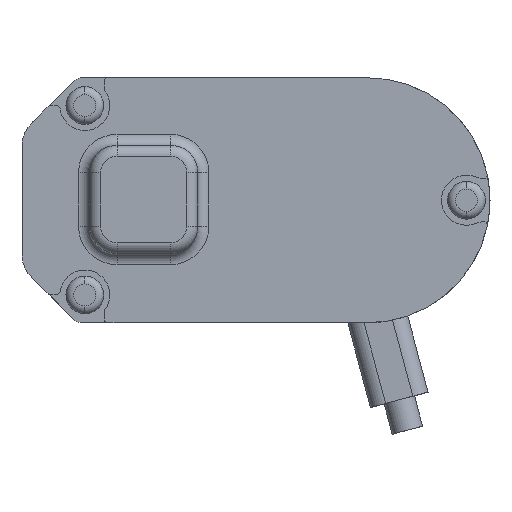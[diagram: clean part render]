
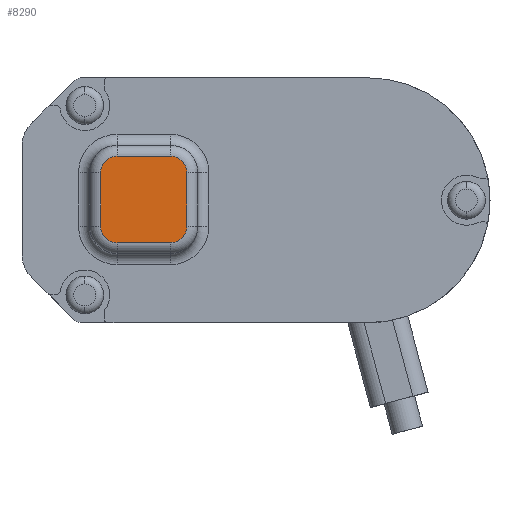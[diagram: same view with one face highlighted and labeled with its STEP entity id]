
A CAD part, front view. The second image highlights one B-rep face of the part: STEP entity #8290.
In plain terms, the highlighted planar face has unit normal (0, -1, 0).
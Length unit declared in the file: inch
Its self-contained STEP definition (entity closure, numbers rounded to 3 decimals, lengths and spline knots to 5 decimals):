
#202 = CIRCLE ( 'NONE', #5318, 0.105 ) ;
#207 = VECTOR ( 'NONE', #11114, 39.37008 ) ;
#266 = FACE_OUTER_BOUND ( 'NONE', #1402, .T. ) ;
#557 = VERTEX_POINT ( 'NONE', #5489 ) ;
#655 = VECTOR ( 'NONE', #6367, 39.37008 ) ;
#789 = CARTESIAN_POINT ( 'NONE',  ( 0.605, -0.75, -0.605 ) ) ;
#898 = EDGE_CURVE ( 'NONE', #7542, #11081, #8143, .T. ) ;
#1191 = DIRECTION ( 'NONE',  ( 0., -1., 0. ) ) ;
#1323 = VECTOR ( 'NONE', #11475, 39.37008 ) ;
#1402 = EDGE_LOOP ( 'NONE', ( #10240, #5950, #8959, #4416, #4698, #9527, #7390, #2806 ) ) ;
#1412 = CARTESIAN_POINT ( 'NONE',  ( 0.605, -0.75, -0.5 ) ) ;
#1469 = VERTEX_POINT ( 'NONE', #10110 ) ;
#1572 = CARTESIAN_POINT ( 'NONE',  ( 0.605, -0.75, -1.05 ) ) ;
#1690 = DIRECTION ( 'NONE',  ( 0., 0., -1. ) ) ;
#2187 = CARTESIAN_POINT ( 'NONE',  ( 0.605, -0.75, -0.605 ) ) ;
#2323 = CARTESIAN_POINT ( 'NONE',  ( 1.05, -0.75, -0.605 ) ) ;
#2682 = AXIS2_PLACEMENT_3D ( 'NONE', #5135, #11518, #6041 ) ;
#2764 = EDGE_CURVE ( 'NONE', #11081, #5991, #9924, .T. ) ;
#2806 = ORIENTED_EDGE ( 'NONE', *, *, #7267, .T. ) ;
#2873 = AXIS2_PLACEMENT_3D ( 'NONE', #789, #7168, #1690 ) ;
#2931 = CARTESIAN_POINT ( 'NONE',  ( 0.945, -0.75, -0.605 ) ) ;
#3055 = CIRCLE ( 'NONE', #2682, 0.105 ) ;
#3073 = EDGE_CURVE ( 'NONE', #557, #3168, #3055, .T. ) ;
#3105 = DIRECTION ( 'NONE',  ( 0., 0., -1. ) ) ;
#3168 = VERTEX_POINT ( 'NONE', #1572 ) ;
#3539 = DIRECTION ( 'NONE',  ( 0., -1., 0. ) ) ;
#3807 = CARTESIAN_POINT ( 'NONE',  ( 1.05, -0.75, -0.605 ) ) ;
#4416 = ORIENTED_EDGE ( 'NONE', *, *, #10894, .T. ) ;
#4453 = CARTESIAN_POINT ( 'NONE',  ( 0.945, -0.75, -0.5 ) ) ;
#4562 = CARTESIAN_POINT ( 'NONE',  ( 0.945, -0.75, -1.05 ) ) ;
#4698 = ORIENTED_EDGE ( 'NONE', *, *, #3073, .T. ) ;
#5112 = AXIS2_PLACEMENT_3D ( 'NONE', #6661, #1191, #7592 ) ;
#5135 = CARTESIAN_POINT ( 'NONE',  ( 0.605, -0.75, -0.945 ) ) ;
#5157 = CARTESIAN_POINT ( 'NONE',  ( 0.5, -0.75, -0.945 ) ) ;
#5175 = CARTESIAN_POINT ( 'NONE',  ( 0.5, -0.75, -0.605 ) ) ;
#5318 = AXIS2_PLACEMENT_3D ( 'NONE', #2187, #8566, #3105 ) ;
#5459 = CARTESIAN_POINT ( 'NONE',  ( 0.945, -0.75, -1.05 ) ) ;
#5489 = CARTESIAN_POINT ( 'NONE',  ( 0.5, -0.75, -0.945 ) ) ;
#5889 = CARTESIAN_POINT ( 'NONE',  ( 0.605, -0.75, -0.5 ) ) ;
#5950 = ORIENTED_EDGE ( 'NONE', *, *, #2764, .T. ) ;
#5991 = VERTEX_POINT ( 'NONE', #5889 ) ;
#6041 = DIRECTION ( 'NONE',  ( 0., 0., -1. ) ) ;
#6367 = DIRECTION ( 'NONE',  ( 1., 0., 0. ) ) ;
#6627 = AXIS2_PLACEMENT_3D ( 'NONE', #2931, #3539, #6948 ) ;
#6661 = CARTESIAN_POINT ( 'NONE',  ( 0.945, -0.75, -0.945 ) ) ;
#6876 = VERTEX_POINT ( 'NONE', #5459 ) ;
#6881 = EDGE_CURVE ( 'NONE', #3168, #6876, #10056, .T. ) ;
#6948 = DIRECTION ( 'NONE',  ( 0., 0., -1. ) ) ;
#6959 = LINE ( 'NONE', #5157, #9362 ) ;
#7074 = EDGE_CURVE ( 'NONE', #5991, #9269, #202, .T. ) ;
#7168 = DIRECTION ( 'NONE',  ( 0., -1., 0. ) ) ;
#7267 = EDGE_CURVE ( 'NONE', #1469, #7542, #8604, .T. ) ;
#7390 = ORIENTED_EDGE ( 'NONE', *, *, #8492, .T. ) ;
#7542 = VERTEX_POINT ( 'NONE', #3807 ) ;
#7592 = DIRECTION ( 'NONE',  ( 0., 0., -1. ) ) ;
#8143 = CIRCLE ( 'NONE', #6627, 0.105 ) ;
#8290 = ADVANCED_FACE ( 'NONE', ( #266 ), #10756, .T. ) ;
#8492 = EDGE_CURVE ( 'NONE', #6876, #1469, #11203, .T. ) ;
#8566 = DIRECTION ( 'NONE',  ( 0., -1., 0. ) ) ;
#8604 = LINE ( 'NONE', #2323, #1323 ) ;
#8959 = ORIENTED_EDGE ( 'NONE', *, *, #7074, .T. ) ;
#9269 = VERTEX_POINT ( 'NONE', #5175 ) ;
#9362 = VECTOR ( 'NONE', #10614, 39.37008 ) ;
#9527 = ORIENTED_EDGE ( 'NONE', *, *, #6881, .T. ) ;
#9924 = LINE ( 'NONE', #1412, #207 ) ;
#10056 = LINE ( 'NONE', #4562, #655 ) ;
#10110 = CARTESIAN_POINT ( 'NONE',  ( 1.05, -0.75, -0.945 ) ) ;
#10240 = ORIENTED_EDGE ( 'NONE', *, *, #898, .T. ) ;
#10614 = DIRECTION ( 'NONE',  ( 0., 0., -1. ) ) ;
#10756 = PLANE ( 'NONE',  #2873 ) ;
#10894 = EDGE_CURVE ( 'NONE', #9269, #557, #6959, .T. ) ;
#11081 = VERTEX_POINT ( 'NONE', #4453 ) ;
#11114 = DIRECTION ( 'NONE',  ( -1., 0., 0. ) ) ;
#11203 = CIRCLE ( 'NONE', #5112, 0.105 ) ;
#11475 = DIRECTION ( 'NONE',  ( 0., 0., 1. ) ) ;
#11518 = DIRECTION ( 'NONE',  ( 0., -1., 0. ) ) ;
